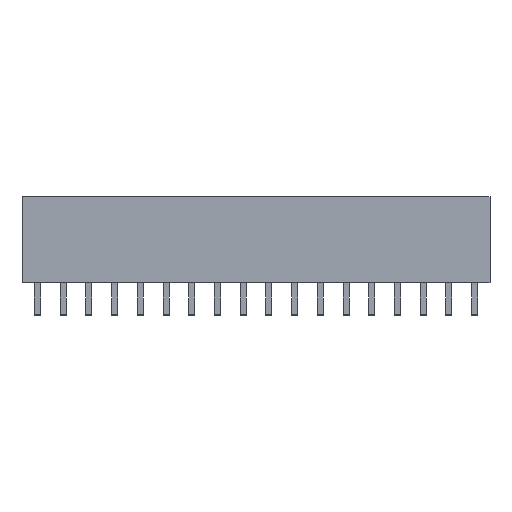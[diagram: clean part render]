
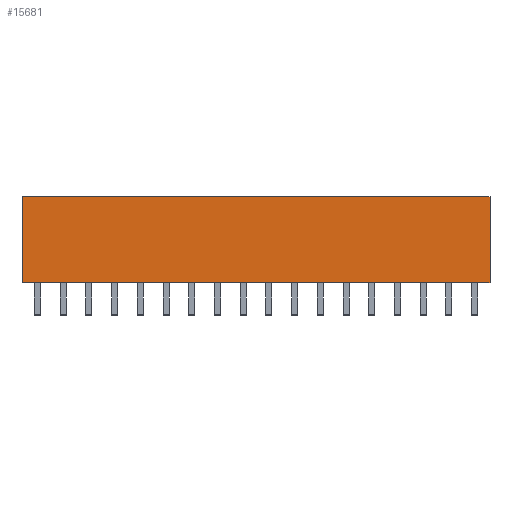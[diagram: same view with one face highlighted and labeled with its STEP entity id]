
A CAD part, front view. The second image highlights one B-rep face of the part: STEP entity #15681.
In plain terms, the highlighted planar face has unit normal (0, -1, 0).
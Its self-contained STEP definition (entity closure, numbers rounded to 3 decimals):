
#756=FACE_OUTER_BOUND('',#1716,.T.);
#1716=EDGE_LOOP('',(#11422,#11423,#11424,#11425));
#2305=LINE('',#20770,#4243);
#2899=LINE('',#22498,#4837);
#3241=LINE('',#23197,#5179);
#3244=LINE('',#23203,#5182);
#4243=VECTOR('',#17139,1.);
#4837=VECTOR('',#18087,1.);
#5179=VECTOR('',#18721,1.);
#5182=VECTOR('',#18728,1.);
#6181=VERTEX_POINT('',#20767);
#6182=VERTEX_POINT('',#20769);
#6734=VERTEX_POINT('',#22494);
#6946=VERTEX_POINT('',#23196);
#7577=EDGE_CURVE('',#6182,#6181,#2305,.T.);
#8261=EDGE_CURVE('',#6182,#6734,#2899,.T.);
#8603=EDGE_CURVE('',#6734,#6946,#3241,.T.);
#8606=EDGE_CURVE('',#6181,#6946,#3244,.T.);
#11422=ORIENTED_EDGE('',*,*,#8606,.T.);
#11423=ORIENTED_EDGE('',*,*,#8603,.F.);
#11424=ORIENTED_EDGE('',*,*,#8261,.F.);
#11425=ORIENTED_EDGE('',*,*,#7577,.T.);
#14364=PLANE('',#16609);
#15681=ADVANCED_FACE('',(#756),#14364,.F.);
#16609=AXIS2_PLACEMENT_3D('',#23202,#18726,#18727);
#17139=DIRECTION('',(0.,0.,-1.));
#18087=DIRECTION('',(1.,0.,0.));
#18721=DIRECTION('',(0.,0.,-1.));
#18726=DIRECTION('center_axis',(0.,1.,0.));
#18727=DIRECTION('ref_axis',(0.,0.,1.));
#18728=DIRECTION('',(1.,0.,0.));
#20767=CARTESIAN_POINT('',(-23.11,-2.5,-0.1));
#20769=CARTESIAN_POINT('',(-23.11,-2.5,8.4));
#20770=CARTESIAN_POINT('',(-23.11,-2.5,8.4));
#22494=CARTESIAN_POINT('',(23.11,-2.5,8.4));
#22498=CARTESIAN_POINT('',(-23.11,-2.5,8.4));
#23196=CARTESIAN_POINT('',(23.11,-2.5,-0.1));
#23197=CARTESIAN_POINT('',(23.11,-2.5,8.4));
#23202=CARTESIAN_POINT('Origin',(-23.11,-2.5,8.4));
#23203=CARTESIAN_POINT('',(-23.11,-2.5,-0.1));
